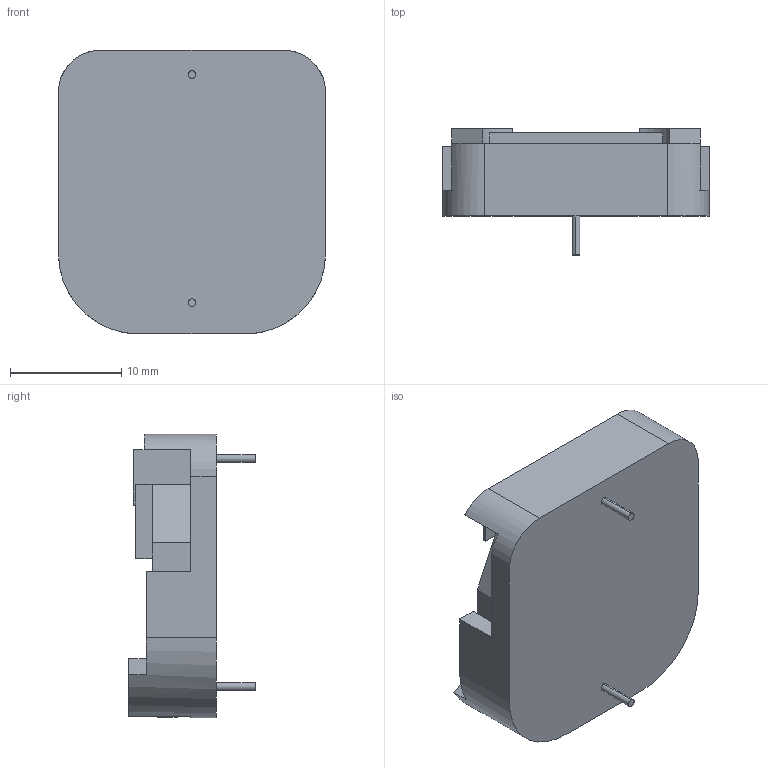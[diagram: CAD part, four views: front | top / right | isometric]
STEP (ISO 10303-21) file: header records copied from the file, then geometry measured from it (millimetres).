
FILE_DESCRIPTION (( 'STEP AP203' ), '1' );
FILE_NAME ('Battery Holder BCR20H5E.STEP', '2017-03-01T11:11:33', ( 'User' ), ( 'Hewlett-Packard Company' ), 'SwSTEP 2.0', 'SolidWorks 2006303', '' );
FILE_SCHEMA (( 'CONFIG_CONTROL_DESIGN' ));
Length unit declared in the file: millimetre
Products named in the file (3): Battery CR2032; Battery holder BCR20H5; Battery Holder BCR20H5E
Assembly tree (2 placements, depth 2):
  Battery Holder BCR20H5E
    Battery CR2032
    Battery holder BCR20H5
Bounding box: 24 x 11.38 x 25.5 mm (x, y, z)
Volume: 2752.2 mm3; surface area: 3208.5 mm2
Topology: 3 solids, 3 shells, 164 faces, 427 edges, 280 vertices
Faces by surface type: plane 93, bspline 49, cylinder 18, torus 4
Entity records: 8232 total; most frequent: CARTESIAN_POINT 4197, ORIENTED_EDGE 854, DIRECTION 621, EDGE_CURVE 427, VERTEX_POINT 280, VECTOR 277, LINE 277, EDGE_LOOP 175
